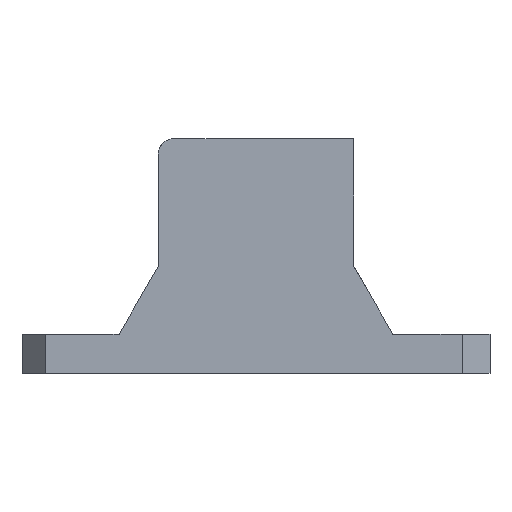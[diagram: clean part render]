
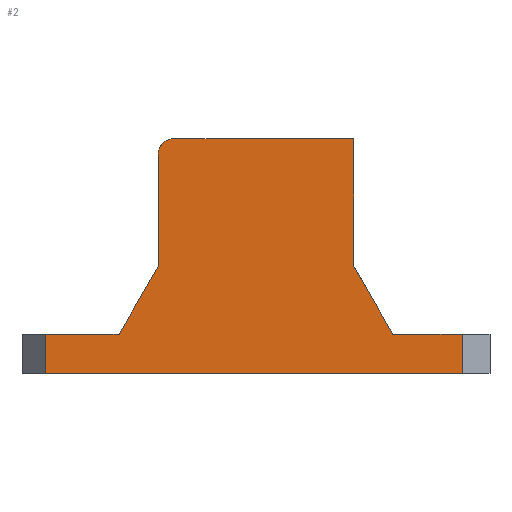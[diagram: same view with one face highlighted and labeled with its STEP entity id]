
A CAD part, front view. The second image highlights one B-rep face of the part: STEP entity #2.
In plain terms, the highlighted planar face has unit normal (0, -1, 0).
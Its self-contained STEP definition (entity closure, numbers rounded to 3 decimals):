
#2 = ADVANCED_FACE ( 'NONE', ( #3465 ), #2828, .F. ) ;
#9 = VERTEX_POINT ( 'NONE', #3720 ) ;
#46 = EDGE_CURVE ( 'NONE', #519, #168, #2810, .T. ) ;
#59 = VECTOR ( 'NONE', #3421, 1000. ) ;
#168 = VERTEX_POINT ( 'NONE', #1810 ) ;
#202 = VECTOR ( 'NONE', #2763, 1000. ) ;
#271 = CARTESIAN_POINT ( 'NONE',  ( 66.325, 0., 5. ) ) ;
#327 = CARTESIAN_POINT ( 'NONE',  ( 43.125, 0., 29.898 ) ) ;
#452 = VERTEX_POINT ( 'NONE', #909 ) ;
#486 = DIRECTION ( 'NONE',  ( 1., 0., 0. ) ) ;
#519 = VERTEX_POINT ( 'NONE', #960 ) ;
#527 = LINE ( 'NONE', #2564, #2836 ) ;
#543 = LINE ( 'NONE', #1674, #202 ) ;
#577 = DIRECTION ( 'NONE',  ( 0., 0., 1. ) ) ;
#588 = LINE ( 'NONE', #3488, #3157 ) ;
#615 = CARTESIAN_POINT ( 'NONE',  ( 27.5, 0., 13.66 ) ) ;
#617 = ORIENTED_EDGE ( 'NONE', *, *, #2272, .F. ) ;
#671 = ORIENTED_EDGE ( 'NONE', *, *, #2702, .T. ) ;
#718 = CARTESIAN_POINT ( 'NONE',  ( 16.875, 0., -4.743 ) ) ;
#722 = EDGE_LOOP ( 'NONE', ( #671, #1335, #783, #3201, #2076, #617, #2963, #2638, #1580, #2202, #2864 ) ) ;
#783 = ORIENTED_EDGE ( 'NONE', *, *, #3105, .F. ) ;
#804 = CARTESIAN_POINT ( 'NONE',  ( 29.5, 0., 28. ) ) ;
#860 = VERTEX_POINT ( 'NONE', #3308 ) ;
#869 = DIRECTION ( 'NONE',  ( 0., 1., 0. ) ) ;
#870 = LINE ( 'NONE', #3028, #2108 ) ;
#909 = CARTESIAN_POINT ( 'NONE',  ( 57.5, 0., 5. ) ) ;
#912 = EDGE_CURVE ( 'NONE', #860, #1093, #527, .T. ) ;
#944 = EDGE_CURVE ( 'NONE', #1981, #860, #1818, .T. ) ;
#960 = CARTESIAN_POINT ( 'NONE',  ( 52.5, 0., 30. ) ) ;
#1059 = EDGE_CURVE ( 'NONE', #3323, #2287, #2386, .T. ) ;
#1093 = VERTEX_POINT ( 'NONE', #615 ) ;
#1142 = VECTOR ( 'NONE', #2961, 1000. ) ;
#1335 = ORIENTED_EDGE ( 'NONE', *, *, #1059, .T. ) ;
#1494 = VERTEX_POINT ( 'NONE', #2035 ) ;
#1504 = EDGE_CURVE ( 'NONE', #9, #1494, #588, .T. ) ;
#1515 = CARTESIAN_POINT ( 'NONE',  ( 66.325, 0., 5. ) ) ;
#1535 = CARTESIAN_POINT ( 'NONE',  ( 22.5, 0., 5. ) ) ;
#1580 = ORIENTED_EDGE ( 'NONE', *, *, #2196, .T. ) ;
#1674 = CARTESIAN_POINT ( 'NONE',  ( 0., 0., 5. ) ) ;
#1745 = DIRECTION ( 'NONE',  ( 0., -1., 0. ) ) ;
#1775 = LINE ( 'NONE', #327, #1142 ) ;
#1810 = CARTESIAN_POINT ( 'NONE',  ( 52.5, 0., 13.66 ) ) ;
#1818 = CIRCLE ( 'NONE', #2230, 2. ) ;
#1932 = VECTOR ( 'NONE', #3319, 1000. ) ;
#1974 = DIRECTION ( 'NONE',  ( 1., 0., 0. ) ) ;
#1981 = VERTEX_POINT ( 'NONE', #2931 ) ;
#1988 = VECTOR ( 'NONE', #2973, 1000. ) ;
#1993 = CARTESIAN_POINT ( 'NONE',  ( 52.5, 0., 30. ) ) ;
#2035 = CARTESIAN_POINT ( 'NONE',  ( 13.1, 0., 0. ) ) ;
#2076 = ORIENTED_EDGE ( 'NONE', *, *, #46, .F. ) ;
#2108 = VECTOR ( 'NONE', #486, 1000. ) ;
#2177 = VERTEX_POINT ( 'NONE', #1535 ) ;
#2196 = EDGE_CURVE ( 'NONE', #1093, #2177, #3587, .T. ) ;
#2202 = ORIENTED_EDGE ( 'NONE', *, *, #2337, .F. ) ;
#2230 = AXIS2_PLACEMENT_3D ( 'NONE', #804, #1745, #577 ) ;
#2272 = EDGE_CURVE ( 'NONE', #1981, #519, #3641, .T. ) ;
#2287 = VERTEX_POINT ( 'NONE', #271 ) ;
#2337 = EDGE_CURVE ( 'NONE', #9, #2177, #870, .T. ) ;
#2351 = EDGE_CURVE ( 'NONE', #452, #168, #1775, .T. ) ;
#2386 = LINE ( 'NONE', #1515, #1988 ) ;
#2509 = CARTESIAN_POINT ( 'NONE',  ( 0., 0., 5. ) ) ;
#2564 = CARTESIAN_POINT ( 'NONE',  ( 27.5, 0., 30. ) ) ;
#2611 = DIRECTION ( 'NONE',  ( 0., 0., -1. ) ) ;
#2638 = ORIENTED_EDGE ( 'NONE', *, *, #912, .T. ) ;
#2657 = DIRECTION ( 'NONE',  ( 0., 0., -1. ) ) ;
#2702 = EDGE_CURVE ( 'NONE', #1494, #3323, #3116, .T. ) ;
#2739 = CARTESIAN_POINT ( 'NONE',  ( 52.5, 0., 30. ) ) ;
#2763 = DIRECTION ( 'NONE',  ( 1., 0., 0. ) ) ;
#2810 = LINE ( 'NONE', #1993, #59 ) ;
#2828 = PLANE ( 'NONE',  #3561 ) ;
#2836 = VECTOR ( 'NONE', #2611, 1000. ) ;
#2864 = ORIENTED_EDGE ( 'NONE', *, *, #1504, .T. ) ;
#2894 = VECTOR ( 'NONE', #1974, 1000. ) ;
#2931 = CARTESIAN_POINT ( 'NONE',  ( 29.5, 0., 30. ) ) ;
#2961 = DIRECTION ( 'NONE',  ( -0.5, 0., 0.866 ) ) ;
#2963 = ORIENTED_EDGE ( 'NONE', *, *, #944, .T. ) ;
#2973 = DIRECTION ( 'NONE',  ( 0., 0., 1. ) ) ;
#3028 = CARTESIAN_POINT ( 'NONE',  ( 0., 0., 5. ) ) ;
#3105 = EDGE_CURVE ( 'NONE', #452, #2287, #543, .T. ) ;
#3116 = LINE ( 'NONE', #3419, #3387 ) ;
#3157 = VECTOR ( 'NONE', #2657, 1000. ) ;
#3201 = ORIENTED_EDGE ( 'NONE', *, *, #2351, .T. ) ;
#3308 = CARTESIAN_POINT ( 'NONE',  ( 27.5, 0., 28. ) ) ;
#3319 = DIRECTION ( 'NONE',  ( -0.5, 0., -0.866 ) ) ;
#3322 = CARTESIAN_POINT ( 'NONE',  ( 66.325, 0., 0. ) ) ;
#3323 = VERTEX_POINT ( 'NONE', #3322 ) ;
#3387 = VECTOR ( 'NONE', #3406, 1000. ) ;
#3406 = DIRECTION ( 'NONE',  ( 1., 0., 0. ) ) ;
#3419 = CARTESIAN_POINT ( 'NONE',  ( 0., 0., 0. ) ) ;
#3421 = DIRECTION ( 'NONE',  ( 0., 0., -1. ) ) ;
#3441 = DIRECTION ( 'NONE',  ( 0., 0., 1. ) ) ;
#3465 = FACE_OUTER_BOUND ( 'NONE', #722, .T. ) ;
#3488 = CARTESIAN_POINT ( 'NONE',  ( 13.1, 0., 5. ) ) ;
#3561 = AXIS2_PLACEMENT_3D ( 'NONE', #2509, #869, #3441 ) ;
#3587 = LINE ( 'NONE', #718, #1932 ) ;
#3641 = LINE ( 'NONE', #2739, #2894 ) ;
#3720 = CARTESIAN_POINT ( 'NONE',  ( 13.1, 0., 5. ) ) ;
